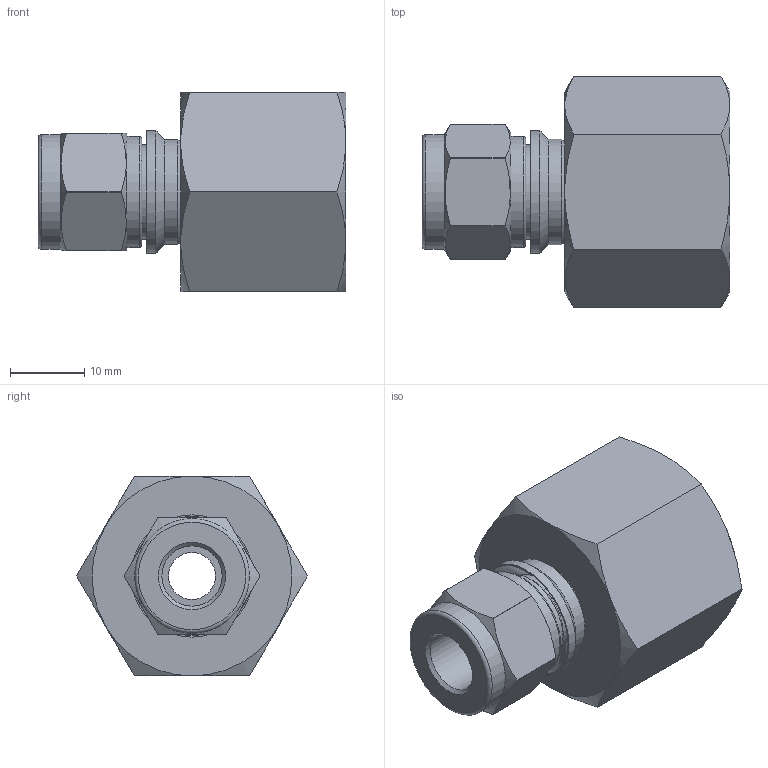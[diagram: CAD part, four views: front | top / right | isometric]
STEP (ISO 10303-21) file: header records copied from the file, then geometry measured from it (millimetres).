
FILE_DESCRIPTION(/* description */ (''),/* implementation_level */ '2;1');
FILE_NAME(/* name */ 'SGCI-5-8G.stp',/* time_stamp */ '2022-05-04T15:45:25+09:00',/* author */ ('user'),/* organization */ (''),/* preprocessor_version */ 'ST-DEVELOPER v18.1',/* originating_system */ 'Autodesk Inventor 2022',/* authorisation */ '');
FILE_SCHEMA (('AUTOMOTIVE_DESIGN { 1 0 10303 214 3 1 1 }'));
Length unit declared in the file: millimetre
Products named in the file (1): SGC-5-8G
Bounding box: 41.57 x 31.18 x 27 mm (x, y, z)
Volume: 11396.3 mm3; surface area: 6421.5 mm2
Topology: 1 solids, 1 shells, 52 faces, 114 edges, 72 vertices
Faces by surface type: plane 22, cylinder 17, cone 11, torus 2
Full cylindrical faces by diameter (mm): 6.35 x1, 7 x1, 8.14 x1, 11 x1, 11.4 x1, 12.7 x1, 14.2 x1, 15 x1, 15.5 x1, 16.5 x1, 18.639 x1
Entity records: 1453 total; most frequent: CARTESIAN_POINT 287, DIRECTION 246, ORIENTED_EDGE 228, EDGE_CURVE 114, AXIS2_PLACEMENT_3D 103, VERTEX_POINT 72, EDGE_LOOP 62, FACE_OUTER_BOUND 52
